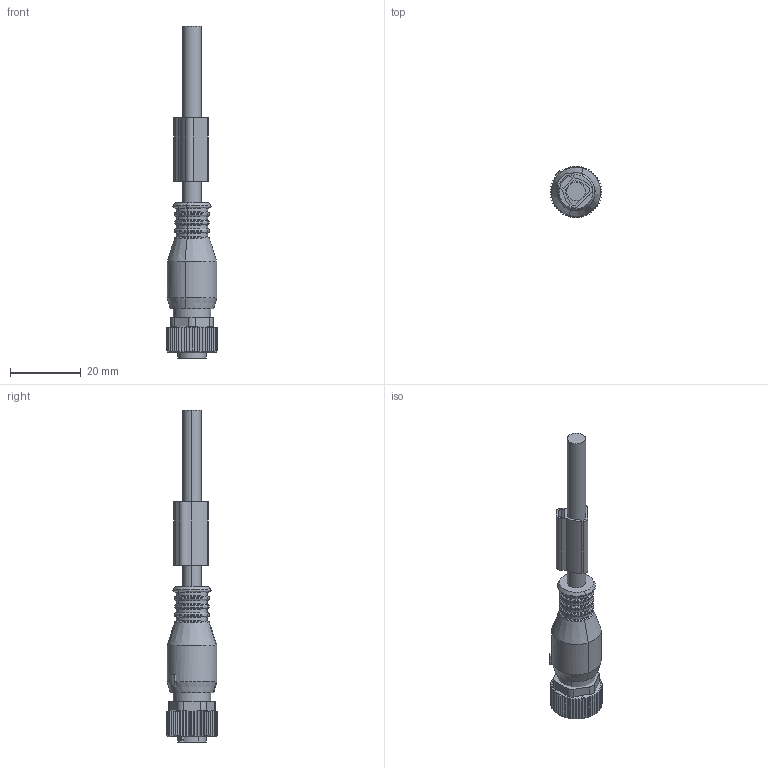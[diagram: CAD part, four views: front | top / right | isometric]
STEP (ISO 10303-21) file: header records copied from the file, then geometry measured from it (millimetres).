
FILE_DESCRIPTION(('CATIA V5 STEP Exchange','CAx-IF Rec.Pracs.--- Model Styling and Organization---1.4--- 2014-01-23'),'2;1');
FILE_NAME ('1380444-1_0', '2023-07-24T07:16:10+00:00', ('none'), ('Weidmueller'), 'CATIA Version 5-6 Release 2016 SP3 HF44', 'CATIA V5 STEP AP214', 'none');
FILE_SCHEMA(('AUTOMOTIVE_DESIGN { 1 0 10303 214 1 1 1 1 }'));
Length unit declared in the file: millimetre
Products named in the file (1): 2812750060
Bounding box: 14.6 x 14.52 x 94 mm (x, y, z)
Volume: 7315.5 mm3; surface area: 5973.7 mm2
Topology: 15 solids, 15 shells, 440 faces, 1115 edges, 722 vertices
Faces by surface type: plane 226, cylinder 118, cone 40, torus 32, bspline 20, revolution 4
Entity records: 13584 total; most frequent: CARTESIAN_POINT 4133, ORIENTED_EDGE 2230, DIRECTION 1390, EDGE_CURVE 1115, VERTEX_POINT 722, AXIS2_PLACEMENT_3D 635, EDGE_LOOP 465, VECTOR 453
